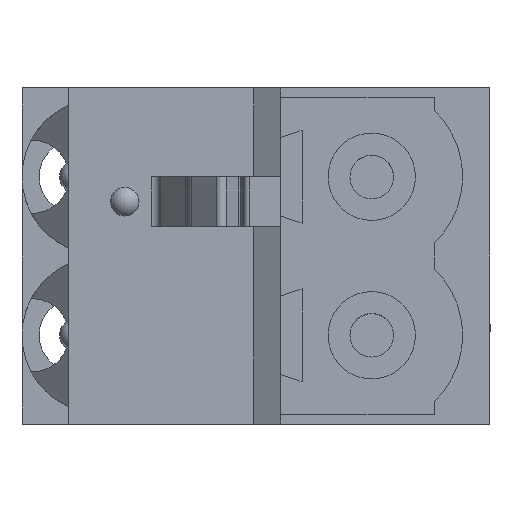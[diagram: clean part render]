
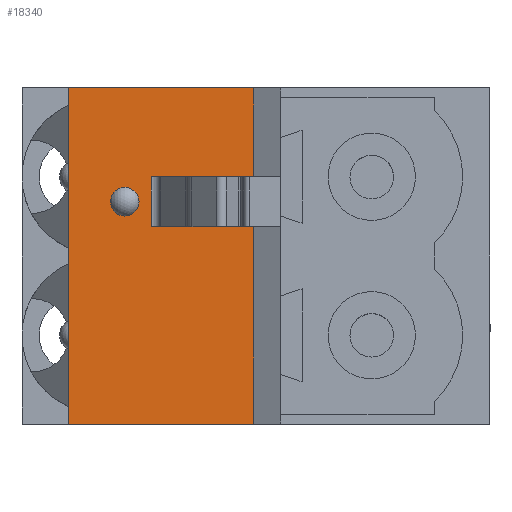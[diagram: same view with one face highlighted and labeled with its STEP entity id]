
A CAD part, left-side view. The second image highlights one B-rep face of the part: STEP entity #18340.
In plain terms, the highlighted planar face has unit normal (-1, 0, 0).
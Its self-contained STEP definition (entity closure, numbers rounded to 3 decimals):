
#9850=CARTESIAN_POINT('',(17.591,23.414,-10.68));
#9860=VERTEX_POINT('',#9850);
#10830=CARTESIAN_POINT('',(17.591,23.414,
0.1));
#10840=VERTEX_POINT('',#10830);
#10870=CARTESIAN_POINT('',(17.591,23.414,0.1));
#10880=DIRECTION('',(0.,0.,1.));
#10890=VECTOR('',#10880,1.);
#10900=LINE('',#10870,#10890);
#10910=EDGE_CURVE('',#9860,#10840,#10900,.T.);
#17570=CARTESIAN_POINT('',(17.591,17.245,-25.92));
#17580=DIRECTION('',(-1.,0.,0.));
#17590=DIRECTION('',(0.,-1.,0.));
#17600=AXIS2_PLACEMENT_3D('',#17570,#17580,#17590);
#17610=PLANE('',#17600);
#17620=CARTESIAN_POINT('',(17.591,13.584,
0.1));
#17630=DIRECTION('',(0.,1.,0.));
#17640=VECTOR('',#17630,1.);
#17650=LINE('',#17620,#17640);
#17660=CARTESIAN_POINT('',(17.591,17.485,
0.1));
#17670=VERTEX_POINT('',#17660);
#17680=EDGE_CURVE('',#17670,#10840,#17650,.T.);
#17690=ORIENTED_EDGE('',*,*,#17680,.T.);
#17700=CARTESIAN_POINT('',(17.591,17.485,0.1));
#17710=DIRECTION('',(0.,0.,1.));
#17720=VECTOR('',#17710,1.);
#17730=LINE('',#17700,#17720);
#17740=CARTESIAN_POINT('',(17.591,17.485,-2.75));
#17750=VERTEX_POINT('',#17740);
#17760=EDGE_CURVE('',#17750,#17670,#17730,.T.);
#17770=ORIENTED_EDGE('',*,*,#17760,.T.);
#17780=CARTESIAN_POINT('',(17.591,13.584,-2.75));
#17790=DIRECTION('',(0.,1.,0.));
#17800=VECTOR('',#17790,1.);
#17810=LINE('',#17780,#17800);
#17820=CARTESIAN_POINT('',(17.591,18.119,-2.75));
#17830=VERTEX_POINT('',#17820);
#17840=EDGE_CURVE('',#17750,#17830,#17810,.T.);
#17850=ORIENTED_EDGE('',*,*,#17840,.F.);
#17860=CARTESIAN_POINT('',(17.591,20.767,-2.75));
#17870=VERTEX_POINT('',#17860);
#17880=EDGE_CURVE('',#17830,#17870,#17810,.T.);
#17890=ORIENTED_EDGE('',*,*,#17880,.F.);
#17900=CARTESIAN_POINT('',(17.591,20.767,
0.94));
#17910=DIRECTION('',(0.,0.,1.));
#17920=VECTOR('',#17910,1.);
#17930=LINE('',#17900,#17920);
#17940=CARTESIAN_POINT('',(17.591,20.767,
-4.35));
#17950=VERTEX_POINT('',#17940);
#17960=EDGE_CURVE('',#17950,#17870,#17930,.T.);
#17970=ORIENTED_EDGE('',*,*,#17960,.T.);
#17980=CARTESIAN_POINT('',(17.591,13.584,
-4.35));
#17990=DIRECTION('',(0.,-1.,0.));
#18000=VECTOR('',#17990,1.);
#18010=LINE('',#17980,#18000);
#18020=CARTESIAN_POINT('',(17.591,18.119,
-4.35));
#18030=VERTEX_POINT('',#18020);
#18040=EDGE_CURVE('',#17950,#18030,#18010,.T.);
#18050=ORIENTED_EDGE('',*,*,#18040,.F.);
#18060=CARTESIAN_POINT('',(17.591,17.485,
-4.35));
#18070=VERTEX_POINT('',#18060);
#18080=EDGE_CURVE('',#18030,#18070,#18010,.T.);
#18090=ORIENTED_EDGE('',*,*,#18080,.F.);
#18100=CARTESIAN_POINT('',(17.591,17.485,-10.68));
#18110=VERTEX_POINT('',#18100);
#18120=EDGE_CURVE('',#18110,#18070,#17730,.T.);
#18130=ORIENTED_EDGE('',*,*,#18120,.T.);
#18140=CARTESIAN_POINT('',(17.591,13.584,-10.68));
#18150=DIRECTION('',(0.,1.,0.));
#18160=VECTOR('',#18150,1.);
#18170=LINE('',#18140,#18160);
#18180=EDGE_CURVE('',#18110,#9860,#18170,.T.);
#18190=ORIENTED_EDGE('',*,*,#18180,.F.);
#18200=ORIENTED_EDGE('',*,*,#10910,.F.);
#18210=EDGE_LOOP('',(#18200,#18190,#18130,#18090,#18050,#17970,#17890,
#17850,#17770,#17690));
#18220=FACE_OUTER_BOUND('',#18210,.T.);
#18230=CARTESIAN_POINT('',(17.591,21.619,-3.55));
#18240=DIRECTION('',(-1.,0.,0.));
#18250=DIRECTION('',(0.,1.,0.));
#18260=AXIS2_PLACEMENT_3D('',#18230,#18240,#18250);
#18270=CIRCLE('',#18260,0.458);
#18280=CARTESIAN_POINT('',(17.591,21.16,-3.55));
#18290=VERTEX_POINT('',#18280);
#18300=EDGE_CURVE('',#18290,#18290,#18270,.T.);
#18310=ORIENTED_EDGE('',*,*,#18300,.F.);
#18320=EDGE_LOOP('',(#18310));
#18330=FACE_BOUND('',#18320,.T.);
#18340=ADVANCED_FACE('',(#18220,#18330),#17610,.T.);
